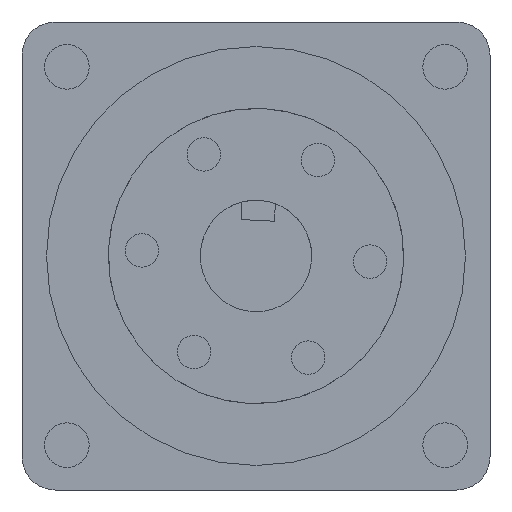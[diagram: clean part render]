
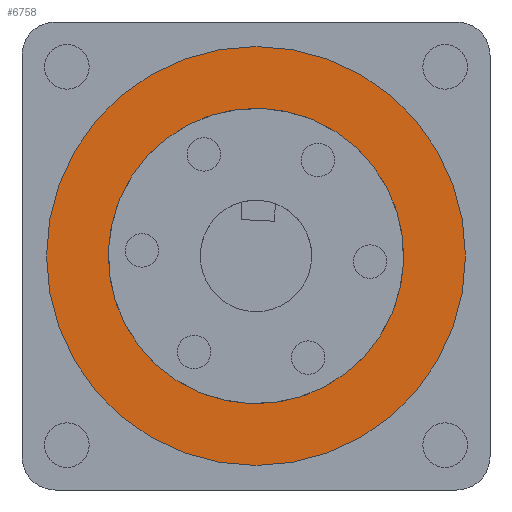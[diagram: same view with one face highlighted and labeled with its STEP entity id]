
A CAD part, left-side view. The second image highlights one B-rep face of the part: STEP entity #6758.
In plain terms, the highlighted planar face has unit normal (-1, 0, 0).
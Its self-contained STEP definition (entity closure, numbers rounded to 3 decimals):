
#120 = DIRECTION ( 'NONE',  ( 0., 0., 1. ) ) ;
#171 = CIRCLE ( 'NONE', #9747, 13.25 ) ;
#797 = DIRECTION ( 'NONE',  ( -1., 0., 0. ) ) ;
#967 = VERTEX_POINT ( 'NONE', #6401 ) ;
#1409 = CIRCLE ( 'NONE', #7995, 13.25 ) ;
#1487 = ORIENTED_EDGE ( 'NONE', *, *, #1674, .F. ) ;
#1560 = AXIS2_PLACEMENT_3D ( 'NONE', #6755, #5092, #10122 ) ;
#1674 = EDGE_CURVE ( 'NONE', #2674, #967, #1409, .T. ) ;
#1962 = DIRECTION ( 'NONE',  ( 0., 0., 1. ) ) ;
#2674 = VERTEX_POINT ( 'NONE', #5662 ) ;
#2759 = CARTESIAN_POINT ( 'NONE',  ( -2., 0., 0. ) ) ;
#3537 = CIRCLE ( 'NONE', #1560, 18.8 ) ;
#3608 = DIRECTION ( 'NONE',  ( -1., 0., 0. ) ) ;
#3948 = CARTESIAN_POINT ( 'NONE',  ( -2., 0., 0. ) ) ;
#4697 = PLANE ( 'NONE',  #9395 ) ;
#5092 = DIRECTION ( 'NONE',  ( -1., 0., 0. ) ) ;
#5252 = EDGE_LOOP ( 'NONE', ( #9194, #8693 ) ) ;
#5417 = EDGE_CURVE ( 'NONE', #6871, #6857, #3537, .T. ) ;
#5520 = EDGE_LOOP ( 'NONE', ( #5758, #1487 ) ) ;
#5662 = CARTESIAN_POINT ( 'NONE',  ( -2., 0., -13.25 ) ) ;
#5726 = CARTESIAN_POINT ( 'NONE',  ( -2., 0., 18.8 ) ) ;
#5728 = CIRCLE ( 'NONE', #10308, 18.8 ) ;
#5742 = CARTESIAN_POINT ( 'NONE',  ( -2., 0., 0. ) ) ;
#5758 = ORIENTED_EDGE ( 'NONE', *, *, #7131, .F. ) ;
#6401 = CARTESIAN_POINT ( 'NONE',  ( -2., 0., 13.25 ) ) ;
#6755 = CARTESIAN_POINT ( 'NONE',  ( -2., 0., 0. ) ) ;
#6758 = ADVANCED_FACE ( 'NONE', ( #10638, #8814 ), #4697, .T. ) ;
#6857 = VERTEX_POINT ( 'NONE', #5726 ) ;
#6871 = VERTEX_POINT ( 'NONE', #8953 ) ;
#7113 = DIRECTION ( 'NONE',  ( 0., 0., 1. ) ) ;
#7131 = EDGE_CURVE ( 'NONE', #967, #2674, #171, .T. ) ;
#7191 = DIRECTION ( 'NONE',  ( 0., 0., 1. ) ) ;
#7995 = AXIS2_PLACEMENT_3D ( 'NONE', #5742, #797, #120 ) ;
#8693 = ORIENTED_EDGE ( 'NONE', *, *, #9211, .T. ) ;
#8814 = FACE_OUTER_BOUND ( 'NONE', #5252, .T. ) ;
#8953 = CARTESIAN_POINT ( 'NONE',  ( -2., 0., -18.8 ) ) ;
#9194 = ORIENTED_EDGE ( 'NONE', *, *, #5417, .T. ) ;
#9211 = EDGE_CURVE ( 'NONE', #6857, #6871, #5728, .T. ) ;
#9395 = AXIS2_PLACEMENT_3D ( 'NONE', #3948, #10457, #7113 ) ;
#9747 = AXIS2_PLACEMENT_3D ( 'NONE', #2759, #3608, #1962 ) ;
#10122 = DIRECTION ( 'NONE',  ( 0., 0., 1. ) ) ;
#10308 = AXIS2_PLACEMENT_3D ( 'NONE', #10539, #10501, #7191 ) ;
#10457 = DIRECTION ( 'NONE',  ( -1., 0., 0. ) ) ;
#10501 = DIRECTION ( 'NONE',  ( -1., 0., 0. ) ) ;
#10539 = CARTESIAN_POINT ( 'NONE',  ( -2., 0., 0. ) ) ;
#10638 = FACE_BOUND ( 'NONE', #5520, .T. ) ;
